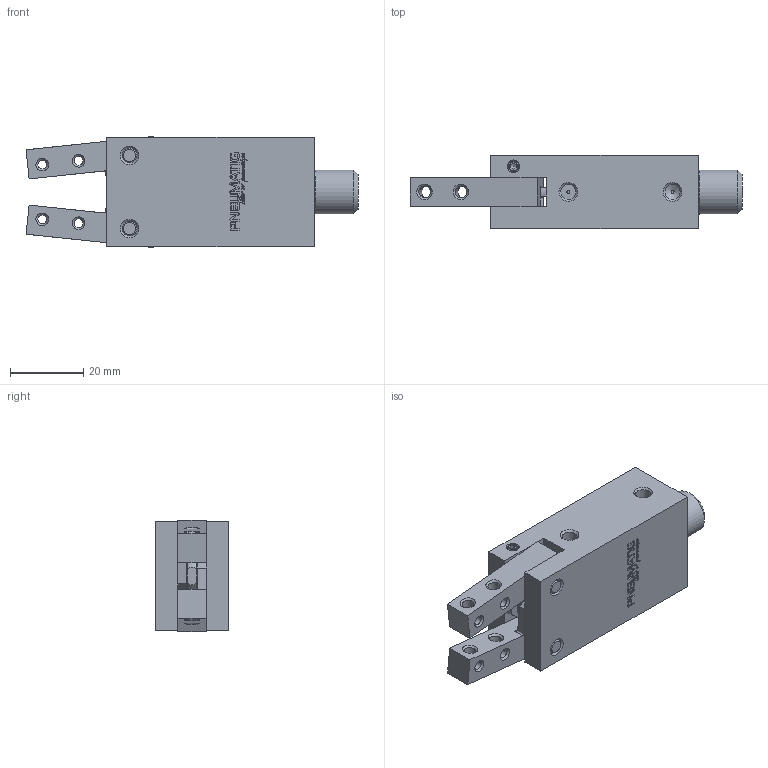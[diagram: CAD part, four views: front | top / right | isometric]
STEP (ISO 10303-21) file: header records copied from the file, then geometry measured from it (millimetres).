
FILE_DESCRIPTION(/* description */ (''),/* implementation_level */ '2;1');
FILE_NAME(/* name */ 'C-V-16-NC.stp',/* time_stamp */ '2017-02-17T09:05:07+01:00',/* author */ (''),/* organization */ (''),/* preprocessor_version */ 'ST-DEVELOPER v15.2',/* originating_system */ 'Autodesk Translator Framework v2.0.0.5431',/* authorisation */ '');
FILE_SCHEMA (('AUTOMOTIVE_DESIGN { 1 0 10303 214 3 1 1 }'));
Products named in the file (1): (Unsaved)
Bounding box: 90.82 x 20 x 30.41 mm (x, y, z)
Volume: 32421.7 mm3; surface area: 15917.3 mm2
Topology: 1 solids, 9 shells, 1405 faces, 3818 edges, 2492 vertices
Faces by surface type: bspline 765, plane 469, cone 82, cylinder 77, torus 12
Full cylindrical faces by diameter (mm): 0.8 x2, 2.459 x10, 3.242 x7, 3.5 x2, 4 x10, 4.134 x2, 4.5 x2, 5.2 x1, 6 x2, 7.5 x3, 7.8 x1, 8 x2, 8.1 x2, 9 x1, 12 x4, 15.5 x2, 15.8 x2, 16 x1, 16.7 x2, 18.8 x1
Entity records: 50418 total; most frequent: CARTESIAN_POINT 21056, ORIENTED_EDGE 7298, EDGE_CURVE 3627, DIRECTION 3535, VERTEX_POINT 2446, LINE 1813, VECTOR 1813, EDGE_LOOP 1663
